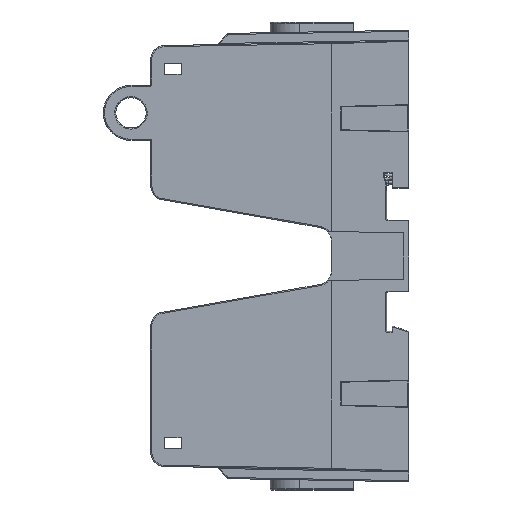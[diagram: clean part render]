
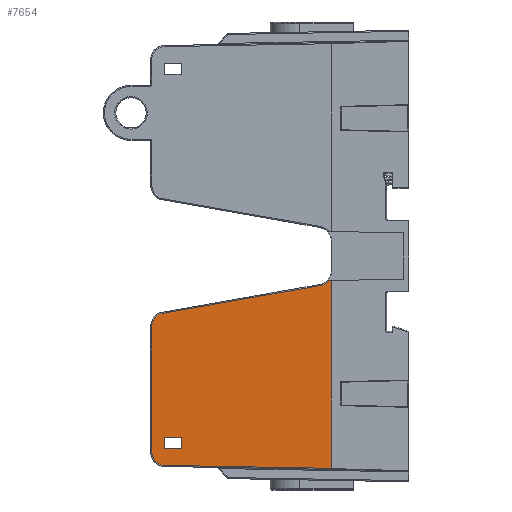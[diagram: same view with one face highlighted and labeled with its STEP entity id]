
A CAD part, left-side view. The second image highlights one B-rep face of the part: STEP entity #7654.
In plain terms, the highlighted face is planar.
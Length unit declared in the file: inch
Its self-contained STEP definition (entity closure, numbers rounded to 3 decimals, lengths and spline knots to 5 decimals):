
#79 = VECTOR ( 'NONE', #9927, 39.37008 ) ;
#2192 = VERTEX_POINT ( 'NONE', #30937 ) ;
#2948 = EDGE_CURVE ( 'NONE', #9117, #2192, #33206, .T. ) ;
#3064 = ORIENTED_EDGE ( 'NONE', *, *, #45578, .T. ) ;
#3082 = VERTEX_POINT ( 'NONE', #42894 ) ;
#3655 = EDGE_LOOP ( 'NONE', ( #4972, #31868, #30034, #15962, #40378, #39229, #4093, #40503 ) ) ;
#4093 = ORIENTED_EDGE ( 'NONE', *, *, #22510, .T. ) ;
#4431 = CARTESIAN_POINT ( 'NONE',  ( 0.22261, 0.74981, 0.72228 ) ) ;
#4869 = VECTOR ( 'NONE', #47025, 39.37008 ) ;
#4972 = ORIENTED_EDGE ( 'NONE', *, *, #24169, .T. ) ;
#5382 = EDGE_LOOP ( 'NONE', ( #16687, #3064, #44734, #41197 ) ) ;
#5535 = FACE_BOUND ( 'NONE', #5382, .T. ) ;
#7632 = DIRECTION ( 'NONE',  ( 0.017, -0.009, 1. ) ) ;
#7654 = ADVANCED_FACE ( 'NONE', ( #5535, #48424 ), #32525, .T. ) ;
#7814 = VERTEX_POINT ( 'NONE', #37784 ) ;
#8537 =( BOUNDED_CURVE ( )  B_SPLINE_CURVE ( 3, ( #30057, #21498, #48740, #13926 ),
 .UNSPECIFIED., .F., .F. ) 
 B_SPLINE_CURVE_WITH_KNOTS ( ( 4, 4 ),
 ( 3.14159, 4.69494 ),
 .UNSPECIFIED. ) 
 CURVE ( )  GEOMETRIC_REPRESENTATION_ITEM ( )  RATIONAL_B_SPLINE_CURVE ( ( 1., 0.809, 0.809, 1. ) ) 
 REPRESENTATION_ITEM ( '' )  );
#8897 = CARTESIAN_POINT ( 'NONE',  ( 1.75, 0.75, 0.7 ) ) ;
#9117 = VERTEX_POINT ( 'NONE', #25188 ) ;
#9927 = DIRECTION ( 'NONE',  ( 0.017, 0.009, -1. ) ) ;
#9948 = DIRECTION ( 'NONE',  ( 1., 0., 0. ) ) ;
#11575 = LINE ( 'NONE', #39062, #16898 ) ;
#11777 =( BOUNDED_CURVE ( )  B_SPLINE_CURVE ( 3, ( #32469, #25141, #13786, #36012 ),
 .UNSPECIFIED., .F., .F. ) 
 B_SPLINE_CURVE_WITH_KNOTS ( ( 4, 4 ),
 ( 4.88692, 6.28319 ),
 .UNSPECIFIED. ) 
 CURVE ( )  GEOMETRIC_REPRESENTATION_ITEM ( )  RATIONAL_B_SPLINE_CURVE ( ( 1., 0.844, 0.844, 1. ) ) 
 REPRESENTATION_ITEM ( '' )  );
#11791 = VERTEX_POINT ( 'NONE', #20409 ) ;
#11833 = VECTOR ( 'NONE', #48943, 39.37008 ) ;
#12335 = EDGE_CURVE ( 'NONE', #27391, #29005, #14700, .T. ) ;
#12925 = LINE ( 'NONE', #8897, #4869 ) ;
#13735 = LINE ( 'NONE', #29125, #19096 ) ;
#13786 = CARTESIAN_POINT ( 'NONE',  ( 0.57569, 0.73577, 2.33016 ) ) ;
#13926 = CARTESIAN_POINT ( 'NONE',  ( 1.9013, 0.73676, 2.21716 ) ) ;
#14450 = CARTESIAN_POINT ( 'NONE',  ( 1.92778, 0.75, 0.69983 ) ) ;
#14700 = LINE ( 'NONE', #14450, #79 ) ;
#14770 = CARTESIAN_POINT ( 'NONE',  ( 1.93778, 0.73809, 2.06507 ) ) ;
#14916 = EDGE_CURVE ( 'NONE', #21631, #11791, #46774, .T. ) ;
#15168 = DIRECTION ( 'NONE',  ( 0.174, -0.009, 0.985 ) ) ;
#15620 = EDGE_CURVE ( 'NONE', #36547, #21631, #37910, .T. ) ;
#15962 = ORIENTED_EDGE ( 'NONE', *, *, #15620, .T. ) ;
#16593 = CARTESIAN_POINT ( 'NONE',  ( 0.63408, 0.73577, 2.33016 ) ) ;
#16676 = VECTOR ( 'NONE', #46445, 39.37008 ) ;
#16687 = ORIENTED_EDGE ( 'NONE', *, *, #28834, .T. ) ;
#16898 = VECTOR ( 'NONE', #19413, 39.37008 ) ;
#17103 = CARTESIAN_POINT ( 'NONE',  ( 1.92778, 0.75, 0.7 ) ) ;
#17139 = DIRECTION ( 'NONE',  ( 0., -0.009, 1. ) ) ;
#18300 = VERTEX_POINT ( 'NONE', #26592 ) ;
#19096 = VECTOR ( 'NONE', #9948, 39.37008 ) ;
#19413 = DIRECTION ( 'NONE',  ( -1., 0., 0. ) ) ;
#20409 = CARTESIAN_POINT ( 'NONE',  ( 0.26806, 0.74911, 0.80164 ) ) ;
#20583 = CARTESIAN_POINT ( 'NONE',  ( 1.75, 0.73678, 2.21507 ) ) ;
#20934 = CARTESIAN_POINT ( 'NONE',  ( 1.93778, 0.75, 0.7 ) ) ;
#21498 = CARTESIAN_POINT ( 'NONE',  ( 1.85275, 0.73577, 2.33016 ) ) ;
#21631 = VERTEX_POINT ( 'NONE', #4431 ) ;
#21853 = DIRECTION ( 'NONE',  ( 1., 0., 0. ) ) ;
#21880 = EDGE_CURVE ( 'NONE', #29005, #36547, #38355, .T. ) ;
#22510 = EDGE_CURVE ( 'NONE', #18300, #24814, #11777, .T. ) ;
#23095 = EDGE_CURVE ( 'NONE', #11791, #18300, #42643, .T. ) ;
#24169 = EDGE_CURVE ( 'NONE', #3082, #27391, #8537, .T. ) ;
#24814 = VERTEX_POINT ( 'NONE', #16593 ) ;
#25141 = CARTESIAN_POINT ( 'NONE',  ( 0.53096, 0.7361, 2.29263 ) ) ;
#25188 = CARTESIAN_POINT ( 'NONE',  ( 1.65, 0.73809, 2.06507 ) ) ;
#25602 = VECTOR ( 'NONE', #15168, 39.37008 ) ;
#26592 = CARTESIAN_POINT ( 'NONE',  ( 0.52082, 0.7366, 2.23513 ) ) ;
#26770 = CARTESIAN_POINT ( 'NONE',  ( 0.30102, 0.74748, 0.98858 ) ) ;
#26990 = CARTESIAN_POINT ( 'NONE',  ( 0.22261, 0.74981, 0.72228 ) ) ;
#27391 = VERTEX_POINT ( 'NONE', #41143 ) ;
#28834 = EDGE_CURVE ( 'NONE', #45078, #7814, #11575, .T. ) ;
#29005 = VERTEX_POINT ( 'NONE', #17103 ) ;
#29125 = CARTESIAN_POINT ( 'NONE',  ( 1.78632, 0.73577, 2.33016 ) ) ;
#29638 = EDGE_CURVE ( 'NONE', #2192, #45078, #12925, .T. ) ;
#29848 = CARTESIAN_POINT ( 'NONE',  ( 0.21012, 0.75605, 0.0066 ) ) ;
#30034 = ORIENTED_EDGE ( 'NONE', *, *, #21880, .T. ) ;
#30057 = CARTESIAN_POINT ( 'NONE',  ( 1.78632, 0.73577, 2.33016 ) ) ;
#30809 = CARTESIAN_POINT ( 'NONE',  ( -1.95, 0.75, 0.7 ) ) ;
#30937 = CARTESIAN_POINT ( 'NONE',  ( 1.75, 0.73809, 2.06507 ) ) ;
#31868 = ORIENTED_EDGE ( 'NONE', *, *, #12335, .T. ) ;
#32271 = AXIS2_PLACEMENT_3D ( 'NONE', #20934, #40823, #17139 ) ;
#32469 = CARTESIAN_POINT ( 'NONE',  ( 0.52082, 0.7366, 2.23513 ) ) ;
#32525 = PLANE ( 'NONE',  #32271 ) ;
#33206 = LINE ( 'NONE', #14770, #47257 ) ;
#34819 = CARTESIAN_POINT ( 'NONE',  ( 0.26255, 0.74939, 0.77039 ) ) ;
#36012 = CARTESIAN_POINT ( 'NONE',  ( 0.63408, 0.73577, 2.33016 ) ) ;
#36547 = VERTEX_POINT ( 'NONE', #42038 ) ;
#37784 = CARTESIAN_POINT ( 'NONE',  ( 1.65, 0.73678, 2.21507 ) ) ;
#37910 = LINE ( 'NONE', #29848, #40486 ) ;
#38068 = LINE ( 'NONE', #45390, #11833 ) ;
#38355 = LINE ( 'NONE', #30809, #16676 ) ;
#39062 = CARTESIAN_POINT ( 'NONE',  ( 1.93778, 0.73678, 2.21507 ) ) ;
#39229 = ORIENTED_EDGE ( 'NONE', *, *, #23095, .T. ) ;
#40070 = EDGE_CURVE ( 'NONE', #24814, #3082, #13735, .T. ) ;
#40378 = ORIENTED_EDGE ( 'NONE', *, *, #14916, .T. ) ;
#40486 = VECTOR ( 'NONE', #7632, 39.37008 ) ;
#40503 = ORIENTED_EDGE ( 'NONE', *, *, #40070, .T. ) ;
#40823 = DIRECTION ( 'NONE',  ( 0., 1., 0.009 ) ) ;
#41143 = CARTESIAN_POINT ( 'NONE',  ( 1.9013, 0.73676, 2.21716 ) ) ;
#41197 = ORIENTED_EDGE ( 'NONE', *, *, #29638, .T. ) ;
#42038 = CARTESIAN_POINT ( 'NONE',  ( 0.22222, 0.75, 0.7 ) ) ;
#42643 = LINE ( 'NONE', #26770, #25602 ) ;
#42894 = CARTESIAN_POINT ( 'NONE',  ( 1.78632, 0.73577, 2.33016 ) ) ;
#44734 = ORIENTED_EDGE ( 'NONE', *, *, #2948, .T. ) ;
#45078 = VERTEX_POINT ( 'NONE', #20583 ) ;
#45390 = CARTESIAN_POINT ( 'NONE',  ( 1.65, 0.75, 0.7 ) ) ;
#45578 = EDGE_CURVE ( 'NONE', #7814, #9117, #38068, .T. ) ;
#45907 = CARTESIAN_POINT ( 'NONE',  ( 0.26806, 0.74911, 0.80164 ) ) ;
#46445 = DIRECTION ( 'NONE',  ( -1., 0., 0. ) ) ;
#46774 =( BOUNDED_CURVE ( )  B_SPLINE_CURVE ( 3, ( #26990, #46931, #34819, #45907 ),
 .UNSPECIFIED., .F., .F. ) 
 B_SPLINE_CURVE_WITH_KNOTS ( ( 4, 4 ),
 ( 3.84669, 4.53786 ),
 .UNSPECIFIED. ) 
 CURVE ( )  GEOMETRIC_REPRESENTATION_ITEM ( )  RATIONAL_B_SPLINE_CURVE ( ( 1., 0.961, 0.961, 1. ) ) 
 REPRESENTATION_ITEM ( '' )  );
#46931 = CARTESIAN_POINT ( 'NONE',  ( 0.24678, 0.74963, 0.74285 ) ) ;
#47025 = DIRECTION ( 'NONE',  ( 0., -0.009, 1. ) ) ;
#47257 = VECTOR ( 'NONE', #21853, 39.37008 ) ;
#48424 = FACE_OUTER_BOUND ( 'NONE', #3655, .T. ) ;
#48740 = CARTESIAN_POINT ( 'NONE',  ( 1.90014, 0.73618, 2.28359 ) ) ;
#48943 = DIRECTION ( 'NONE',  ( 0., 0.009, -1. ) ) ;
